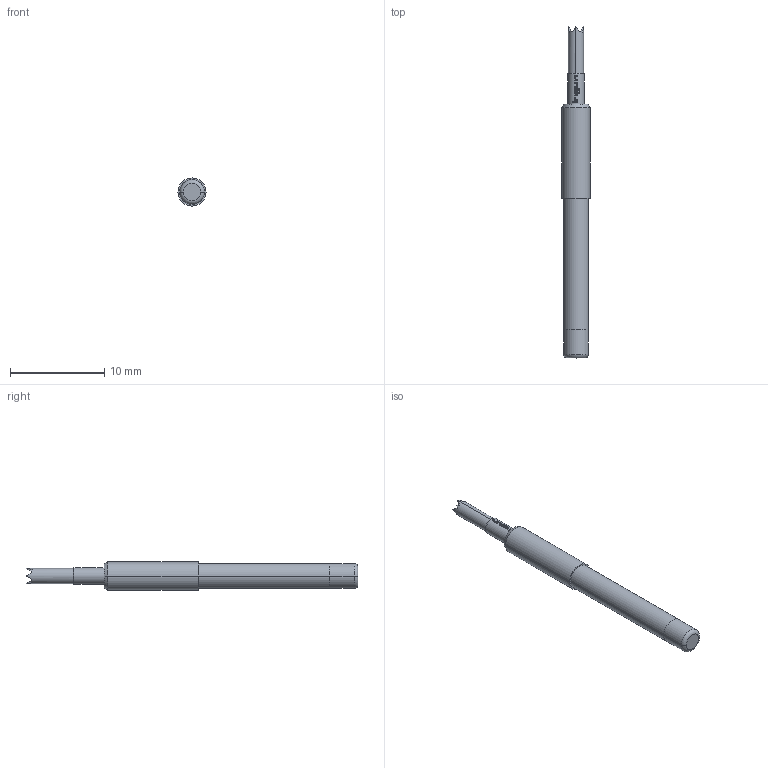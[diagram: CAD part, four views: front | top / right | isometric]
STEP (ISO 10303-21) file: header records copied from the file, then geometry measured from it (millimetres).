
FILE_DESCRIPTION (( 'STEP AP203' ), '1' );
FILE_NAME ('INGUN_GKS-113_306_160_A_xx10.STEP', '2022-01-19T13:24:34', ( 'ochi' ), ( '' ), 'SwSTEP 2.0', 'SolidWorks 2018', '' );
FILE_SCHEMA (( 'CONFIG_CONTROL_DESIGN' ));
Length unit declared in the file: millimetre
Products named in the file (1): INGUN_GKS-113_306_160_A_xx10
Bounding box: 3 x 35.3 x 3 mm (x, y, z)
Volume: 181.1 mm3; surface area: 290.2 mm2
Topology: 1 solids, 1 shells, 125 faces, 322 edges, 203 vertices
Faces by surface type: plane 50, bspline 40, cylinder 29, cone 4, torus 2
Entity records: 5018 total; most frequent: CARTESIAN_POINT 2504, ORIENTED_EDGE 644, EDGE_CURVE 322, DIRECTION 280, B_SPLINE_CURVE_WITH_KNOTS 222, VERTEX_POINT 203, EDGE_LOOP 129, ADVANCED_FACE 125
